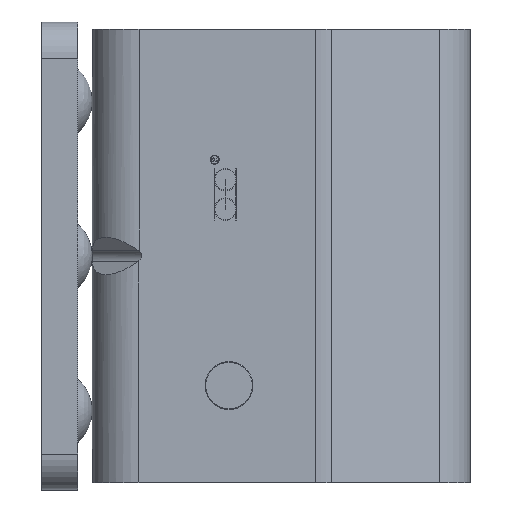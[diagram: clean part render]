
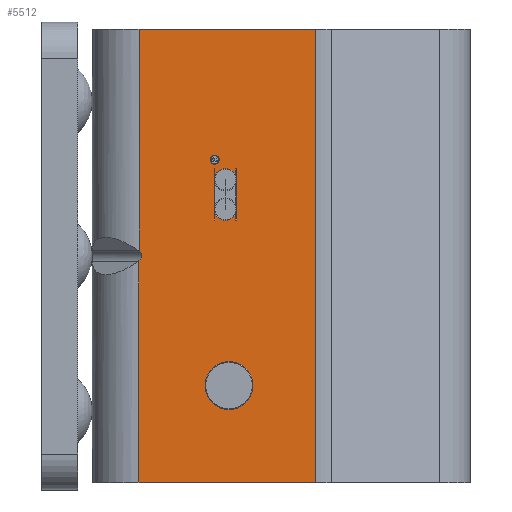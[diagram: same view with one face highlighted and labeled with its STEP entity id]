
A CAD part, left-side view. The second image highlights one B-rep face of the part: STEP entity #5512.
In plain terms, the highlighted planar face has unit normal (-1, 0, 0).
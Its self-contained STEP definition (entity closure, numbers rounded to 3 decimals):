
#180=FACE_BOUND('',#1861,.T.);
#181=FACE_BOUND('',#1862,.T.);
#182=FACE_BOUND('',#1863,.T.);
#314=LINE('',#7983,#836);
#315=LINE('',#7985,#837);
#316=LINE('',#7987,#838);
#317=LINE('',#7989,#839);
#318=LINE('',#7990,#840);
#319=LINE('',#7995,#841);
#320=LINE('',#7997,#842);
#321=LINE('',#8001,#843);
#322=LINE('',#8003,#844);
#323=LINE('',#8005,#845);
#324=LINE('',#8007,#846);
#325=LINE('',#8009,#847);
#326=LINE('',#8013,#848);
#327=LINE('',#8015,#849);
#328=LINE('',#8016,#850);
#836=VECTOR('',#6429,10.);
#837=VECTOR('',#6430,10.);
#838=VECTOR('',#6431,10.);
#839=VECTOR('',#6432,10.);
#840=VECTOR('',#6433,10.);
#841=VECTOR('',#6436,10.);
#842=VECTOR('',#6437,10.);
#843=VECTOR('',#6440,10.);
#844=VECTOR('',#6441,10.);
#845=VECTOR('',#6442,10.);
#846=VECTOR('',#6443,10.);
#847=VECTOR('',#6444,10.);
#848=VECTOR('',#6447,10.);
#849=VECTOR('',#6448,10.);
#850=VECTOR('',#6449,10.);
#1351=PLANE('',#5937);
#1539=FACE_OUTER_BOUND('',#1860,.T.);
#1860=EDGE_LOOP('',(#3836,#3837,#3838,#3839,#3840,#3841));
#1861=EDGE_LOOP('',(#3842));
#1862=EDGE_LOOP('',(#3843,#3844,#3845,#3846,#3847,#3848,#3849,#3850,#3851,
#3852,#3853,#3854));
#1863=EDGE_LOOP('',(#3855));
#2234=ELLIPSE('',#5931,1.414,1.);
#2256=CIRCLE('',#5938,3.324);
#2257=CIRCLE('',#5939,1.55);
#2258=CIRCLE('',#5940,1.55);
#2259=CIRCLE('',#5941,0.625);
#2428=VERTEX_POINT('',#7957);
#2429=VERTEX_POINT('',#7962);
#2433=VERTEX_POINT('',#7982);
#2434=VERTEX_POINT('',#7984);
#2435=VERTEX_POINT('',#7986);
#2436=VERTEX_POINT('',#7988);
#2437=VERTEX_POINT('',#7991);
#2438=VERTEX_POINT('',#7993);
#2439=VERTEX_POINT('',#7994);
#2440=VERTEX_POINT('',#7996);
#2441=VERTEX_POINT('',#7998);
#2442=VERTEX_POINT('',#8000);
#2443=VERTEX_POINT('',#8002);
#2444=VERTEX_POINT('',#8004);
#2445=VERTEX_POINT('',#8006);
#2446=VERTEX_POINT('',#8008);
#2447=VERTEX_POINT('',#8010);
#2448=VERTEX_POINT('',#8012);
#2449=VERTEX_POINT('',#8014);
#2450=VERTEX_POINT('',#8017);
#2989=EDGE_CURVE('',#2429,#2428,#2234,.F.);
#2996=EDGE_CURVE('',#2429,#2433,#314,.T.);
#2997=EDGE_CURVE('',#2428,#2434,#315,.T.);
#2998=EDGE_CURVE('',#2434,#2435,#316,.T.);
#2999=EDGE_CURVE('',#2436,#2435,#317,.T.);
#3000=EDGE_CURVE('',#2436,#2433,#318,.T.);
#3001=EDGE_CURVE('',#2437,#2437,#2256,.T.);
#3002=EDGE_CURVE('',#2438,#2439,#319,.T.);
#3003=EDGE_CURVE('',#2439,#2440,#320,.T.);
#3004=EDGE_CURVE('',#2440,#2441,#2257,.T.);
#3005=EDGE_CURVE('',#2441,#2442,#321,.T.);
#3006=EDGE_CURVE('',#2442,#2443,#322,.T.);
#3007=EDGE_CURVE('',#2443,#2444,#323,.T.);
#3008=EDGE_CURVE('',#2444,#2445,#324,.T.);
#3009=EDGE_CURVE('',#2445,#2446,#325,.T.);
#3010=EDGE_CURVE('',#2446,#2447,#2258,.T.);
#3011=EDGE_CURVE('',#2447,#2448,#326,.T.);
#3012=EDGE_CURVE('',#2448,#2449,#327,.T.);
#3013=EDGE_CURVE('',#2449,#2438,#328,.T.);
#3014=EDGE_CURVE('',#2450,#2450,#2259,.T.);
#3836=ORIENTED_EDGE('',*,*,#2996,.F.);
#3837=ORIENTED_EDGE('',*,*,#2989,.T.);
#3838=ORIENTED_EDGE('',*,*,#2997,.T.);
#3839=ORIENTED_EDGE('',*,*,#2998,.T.);
#3840=ORIENTED_EDGE('',*,*,#2999,.F.);
#3841=ORIENTED_EDGE('',*,*,#3000,.T.);
#3842=ORIENTED_EDGE('',*,*,#3001,.T.);
#3843=ORIENTED_EDGE('',*,*,#3002,.T.);
#3844=ORIENTED_EDGE('',*,*,#3003,.T.);
#3845=ORIENTED_EDGE('',*,*,#3004,.T.);
#3846=ORIENTED_EDGE('',*,*,#3005,.T.);
#3847=ORIENTED_EDGE('',*,*,#3006,.T.);
#3848=ORIENTED_EDGE('',*,*,#3007,.T.);
#3849=ORIENTED_EDGE('',*,*,#3008,.T.);
#3850=ORIENTED_EDGE('',*,*,#3009,.T.);
#3851=ORIENTED_EDGE('',*,*,#3010,.T.);
#3852=ORIENTED_EDGE('',*,*,#3011,.T.);
#3853=ORIENTED_EDGE('',*,*,#3012,.T.);
#3854=ORIENTED_EDGE('',*,*,#3013,.T.);
#3855=ORIENTED_EDGE('',*,*,#3014,.T.);
#5512=ADVANCED_FACE('',(#1539,#180,#181,#182),#1351,.T.);
#5931=AXIS2_PLACEMENT_3D('',#7963,#6414,#6415);
#5937=AXIS2_PLACEMENT_3D('',#7981,#6427,#6428);
#5938=AXIS2_PLACEMENT_3D('',#7992,#6434,#6435);
#5939=AXIS2_PLACEMENT_3D('',#7999,#6438,#6439);
#5940=AXIS2_PLACEMENT_3D('',#8011,#6445,#6446);
#5941=AXIS2_PLACEMENT_3D('',#8018,#6450,#6451);
#6414=DIRECTION('center_axis',(-1.,0.,0.));
#6415=DIRECTION('ref_axis',(0.,-1.,0.));
#6427=DIRECTION('center_axis',(-1.,0.,0.));
#6428=DIRECTION('ref_axis',(0.,0.,1.));
#6429=DIRECTION('',(0.,0.,1.));
#6430=DIRECTION('',(0.,0.,-1.));
#6431=DIRECTION('',(0.,-1.,0.));
#6432=DIRECTION('',(0.,0.,-1.));
#6433=DIRECTION('',(0.,1.,0.));
#6434=DIRECTION('center_axis',(1.,0.,0.));
#6435=DIRECTION('ref_axis',(0.,0.,-1.));
#6436=DIRECTION('',(0.,1.,0.));
#6437=DIRECTION('',(0.,0.,1.));
#6438=DIRECTION('center_axis',(1.,0.,0.));
#6439=DIRECTION('ref_axis',(0.,-0.936,0.352));
#6440=DIRECTION('',(0.,0.,-1.));
#6441=DIRECTION('',(0.,1.,0.));
#6442=DIRECTION('',(0.,0.,1.));
#6443=DIRECTION('',(0.,-1.,0.));
#6444=DIRECTION('',(0.,0.,-1.));
#6445=DIRECTION('center_axis',(1.,0.,0.));
#6446=DIRECTION('ref_axis',(0.,0.936,-0.352));
#6447=DIRECTION('',(0.,0.,1.));
#6448=DIRECTION('',(0.,-1.,0.));
#6449=DIRECTION('',(0.,0.,-1.));
#6450=DIRECTION('center_axis',(1.,0.,0.));
#6451=DIRECTION('ref_axis',(0.,0.,-1.));
#7957=CARTESIAN_POINT('',(-29.,46.,-0.682));
#7962=CARTESIAN_POINT('',(-29.,46.,0.682));
#7963=CARTESIAN_POINT('Origin',(-29.,47.034,0.));
#7981=CARTESIAN_POINT('Origin',(-29.,20.383,0.));
#7982=CARTESIAN_POINT('',(-29.,46.,31.5));
#7983=CARTESIAN_POINT('',(-29.,46.,0.));
#7984=CARTESIAN_POINT('',(-29.,46.,-31.5));
#7985=CARTESIAN_POINT('',(-29.,46.,0.));
#7986=CARTESIAN_POINT('',(-29.,21.529,-31.5));
#7987=CARTESIAN_POINT('',(-29.,20.383,-31.5));
#7988=CARTESIAN_POINT('',(-29.,21.529,31.5));
#7989=CARTESIAN_POINT('',(-29.,21.529,0.));
#7990=CARTESIAN_POINT('',(-29.,20.383,31.5));
#7991=CARTESIAN_POINT('',(-29.,33.5,-14.677));
#7992=CARTESIAN_POINT('Origin',(-29.,33.5,-18.));
#7993=CARTESIAN_POINT('',(-29.,32.451,5.));
#7994=CARTESIAN_POINT('',(-29.,32.55,5.));
#7995=CARTESIAN_POINT('',(-29.,26.417,5.));
#7996=CARTESIAN_POINT('',(-29.,32.55,5.955));
#7997=CARTESIAN_POINT('',(-29.,32.55,2.5));
#7998=CARTESIAN_POINT('',(-29.,35.451,5.955));
#7999=CARTESIAN_POINT('Origin',(-29.,34.,6.5));
#8000=CARTESIAN_POINT('',(-29.,35.451,5.));
#8001=CARTESIAN_POINT('',(-29.,35.451,2.978));
#8002=CARTESIAN_POINT('',(-29.,35.55,5.));
#8003=CARTESIAN_POINT('',(-29.,27.917,5.));
#8004=CARTESIAN_POINT('',(-29.,35.55,12.098));
#8005=CARTESIAN_POINT('',(-29.,35.55,2.5));
#8006=CARTESIAN_POINT('',(-29.,35.451,12.098));
#8007=CARTESIAN_POINT('',(-29.,27.966,12.098));
#8008=CARTESIAN_POINT('',(-29.,35.451,11.143));
#8009=CARTESIAN_POINT('',(-29.,35.451,6.049));
#8010=CARTESIAN_POINT('',(-29.,32.55,11.143));
#8011=CARTESIAN_POINT('Origin',(-29.,34.,10.598));
#8012=CARTESIAN_POINT('',(-29.,32.55,12.098));
#8013=CARTESIAN_POINT('',(-29.,32.55,5.571));
#8014=CARTESIAN_POINT('',(-29.,32.451,12.098));
#8015=CARTESIAN_POINT('',(-29.,26.466,12.098));
#8016=CARTESIAN_POINT('',(-29.,32.451,6.049));
#8017=CARTESIAN_POINT('',(-29.,35.5,14.013));
#8018=CARTESIAN_POINT('Origin',(-29.,35.5,13.388));
